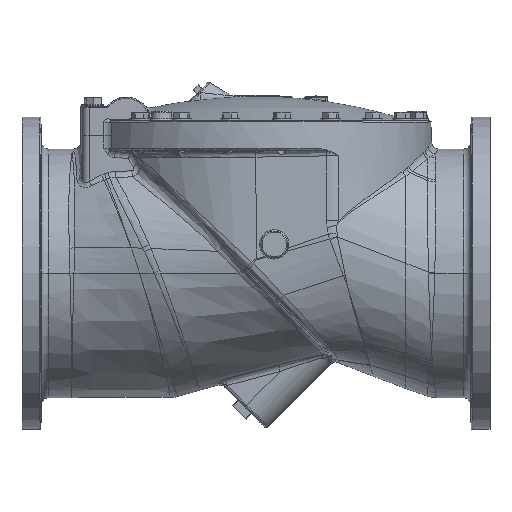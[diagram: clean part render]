
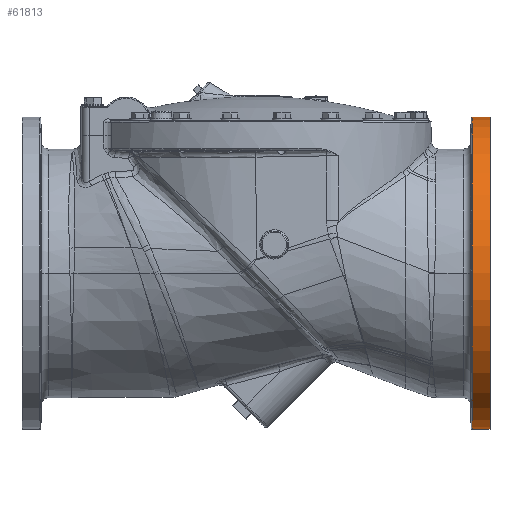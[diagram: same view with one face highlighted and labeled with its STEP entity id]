
A CAD part, top view. The second image highlights one B-rep face of the part: STEP entity #61813.
In plain terms, the highlighted cylindrical face has radius 406.4 mm (diameter 812.8 mm), a partial arc.
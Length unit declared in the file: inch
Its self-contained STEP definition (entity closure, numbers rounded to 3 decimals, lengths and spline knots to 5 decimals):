
#20879=CARTESIAN_POINT('',(24.,0.,0.));
#20880=DIRECTION('',(1.,0.,0.));
#20881=DIRECTION('',(0.,1.,0.));
#20882=AXIS2_PLACEMENT_3D('',#20879,#20880,#20881);
#20884=CARTESIAN_POINT('',(22.18534,0.,0.));
#20885=DIRECTION('',(-1.,0.,0.));
#20886=DIRECTION('',(0.,-1.,0.));
#20887=AXIS2_PLACEMENT_3D('',#20884,#20885,#20886);
#20894=DIRECTION('',(-1.,0.,0.));
#20895=VECTOR('',#20894,1.81466);
#20896=CARTESIAN_POINT('',(24.,16.,0.));
#20897=LINE('',#20896,#20895);
#20903=DIRECTION('',(-1.,0.,0.));
#20904=VECTOR('',#20903,1.81466);
#20905=CARTESIAN_POINT('',(24.,-16.,0.));
#20906=LINE('',#20905,#20904);
#42770=CARTESIAN_POINT('',(22.18534,16.,0.));
#42771=CARTESIAN_POINT('',(22.18534,-16.,0.));
#42772=VERTEX_POINT('',#42770);
#42773=VERTEX_POINT('',#42771);
#42778=CARTESIAN_POINT('',(24.,16.,0.));
#42779=CARTESIAN_POINT('',(24.,-16.,0.));
#42780=VERTEX_POINT('',#42778);
#42781=VERTEX_POINT('',#42779);
#61800=CARTESIAN_POINT('',(-26.8125,0.,0.));
#61801=DIRECTION('',(1.,0.,0.));
#61802=DIRECTION('',(0.,-1.,0.));
#61803=AXIS2_PLACEMENT_3D('',#61800,#61801,#61802);
#61804=CYLINDRICAL_SURFACE('',#61803,16.);
#61805=ORIENTED_EDGE('',*,*,#61662,.T.);
#61807=ORIENTED_EDGE('',*,*,#61806,.T.);
#61808=ORIENTED_EDGE('',*,*,#61549,.T.);
#61810=ORIENTED_EDGE('',*,*,#61809,.F.);
#61811=EDGE_LOOP('',(#61805,#61807,#61808,#61810));
#61812=FACE_OUTER_BOUND('',#61811,.F.);
#20883=CIRCLE('',#20882,16.);
#20888=CIRCLE('',#20887,16.);
#61549=EDGE_CURVE('',#42773,#42772,#20888,.T.);
#61662=EDGE_CURVE('',#42780,#42781,#20883,.T.);
#61806=EDGE_CURVE('',#42781,#42773,#20906,.T.);
#61809=EDGE_CURVE('',#42780,#42772,#20897,.T.);
#61813=ADVANCED_FACE('',(#61812),#61804,.T.);
